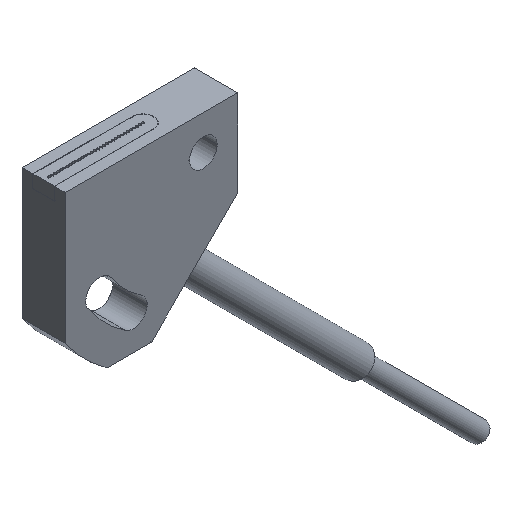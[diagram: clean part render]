
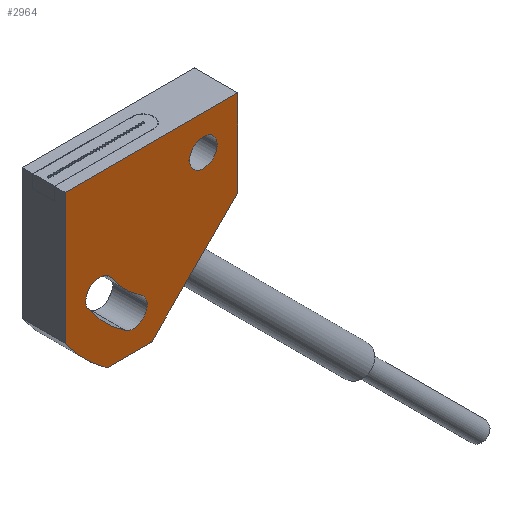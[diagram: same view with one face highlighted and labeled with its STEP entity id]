
A CAD part, isometric view. The second image highlights one B-rep face of the part: STEP entity #2964.
In plain terms, the highlighted planar face has unit normal (0, -1, 0).
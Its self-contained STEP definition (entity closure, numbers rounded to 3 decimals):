
#24 = CARTESIAN_POINT ( 'NONE',  ( 0., 0., -10. ) ) ;
#30 = DIRECTION ( 'NONE',  ( 0., 1., 0. ) ) ;
#71 = EDGE_LOOP ( 'NONE', ( #2128, #1989, #3684, #1017, #2590 ) ) ;
#80 = CARTESIAN_POINT ( 'NONE',  ( -4.691, 0., -1.211 ) ) ;
#102 = VERTEX_POINT ( 'NONE', #1872 ) ;
#106 = CIRCLE ( 'NONE', #2585, 1.6 ) ;
#123 = CARTESIAN_POINT ( 'NONE',  ( 10., 0., 0. ) ) ;
#157 = CIRCLE ( 'NONE', #3006, 19.5 ) ;
#178 = ORIENTED_EDGE ( 'NONE', *, *, #3501, .T. ) ;
#204 = EDGE_CURVE ( 'NONE', #1706, #2817, #528, .T. ) ;
#236 = VERTEX_POINT ( 'NONE', #1957 ) ;
#240 = VERTEX_POINT ( 'NONE', #3430 ) ;
#280 = VECTOR ( 'NONE', #3460, 1000. ) ;
#304 = ORIENTED_EDGE ( 'NONE', *, *, #1155, .T. ) ;
#319 = CIRCLE ( 'NONE', #1618, 1.6 ) ;
#335 = DIRECTION ( 'NONE',  ( -0.572, 0., -0.821 ) ) ;
#453 = DIRECTION ( 'NONE',  ( 0., 0., -1. ) ) ;
#463 = EDGE_CURVE ( 'NONE', #548, #1653, #1988, .T. ) ;
#488 = LINE ( 'NONE', #1672, #280 ) ;
#528 = CIRCLE ( 'NONE', #2705, 16.096 ) ;
#532 = AXIS2_PLACEMENT_3D ( 'NONE', #1648, #1960, #1022 ) ;
#548 = VERTEX_POINT ( 'NONE', #3772 ) ;
#555 = EDGE_CURVE ( 'NONE', #102, #1706, #2394, .T. ) ;
#601 = CARTESIAN_POINT ( 'NONE',  ( -2.106, 0., -6.017 ) ) ;
#615 = DIRECTION ( 'NONE',  ( 0., 1., 0. ) ) ;
#680 = CARTESIAN_POINT ( 'NONE',  ( -3.001, 0., -7.344 ) ) ;
#684 = AXIS2_PLACEMENT_3D ( 'NONE', #601, #3568, #910 ) ;
#701 = VECTOR ( 'NONE', #453, 1000. ) ;
#910 = DIRECTION ( 'NONE',  ( 0.559, 0., 0.829 ) ) ;
#928 = FACE_BOUND ( 'NONE', #71, .T. ) ;
#941 = VERTEX_POINT ( 'NONE', #2926 ) ;
#986 = CARTESIAN_POINT ( 'NONE',  ( 0., 0., 0. ) ) ;
#1001 = DIRECTION ( 'NONE',  ( -0.559, 0., -0.829 ) ) ;
#1007 = VERTEX_POINT ( 'NONE', #1489 ) ;
#1009 = EDGE_CURVE ( 'NONE', #2817, #2211, #106, .T. ) ;
#1017 = ORIENTED_EDGE ( 'NONE', *, *, #3497, .T. ) ;
#1022 = DIRECTION ( 'NONE',  ( -0.559, 0., -0.829 ) ) ;
#1092 = CARTESIAN_POINT ( 'NONE',  ( -10., 0., -5.147 ) ) ;
#1110 = CARTESIAN_POINT ( 'NONE',  ( -2.106, 0., -6.017 ) ) ;
#1144 = VECTOR ( 'NONE', #1350, 1000. ) ;
#1151 = LINE ( 'NONE', #1371, #701 ) ;
#1155 = EDGE_CURVE ( 'NONE', #1007, #2181, #2320, .T. ) ;
#1324 = LINE ( 'NONE', #2808, #1144 ) ;
#1350 = DIRECTION ( 'NONE',  ( 1., 0., 0. ) ) ;
#1371 = CARTESIAN_POINT ( 'NONE',  ( 10., 0., 10. ) ) ;
#1399 = EDGE_CURVE ( 'NONE', #240, #2464, #1151, .T. ) ;
#1403 = VECTOR ( 'NONE', #3418, 1000. ) ;
#1436 = EDGE_CURVE ( 'NONE', #1653, #240, #1324, .T. ) ;
#1475 = CARTESIAN_POINT ( 'NONE',  ( 10., 0., 0. ) ) ;
#1489 = CARTESIAN_POINT ( 'NONE',  ( 4.4, 0., 6. ) ) ;
#1577 = VECTOR ( 'NONE', #2659, 1000. ) ;
#1618 = AXIS2_PLACEMENT_3D ( 'NONE', #2097, #615, #2989 ) ;
#1648 = CARTESIAN_POINT ( 'NONE',  ( 6., 0., 6. ) ) ;
#1653 = VERTEX_POINT ( 'NONE', #2610 ) ;
#1672 = CARTESIAN_POINT ( 'NONE',  ( 0., 0., -10. ) ) ;
#1691 = ORIENTED_EDGE ( 'NONE', *, *, #3301, .F. ) ;
#1706 = VERTEX_POINT ( 'NONE', #680 ) ;
#1770 = EDGE_CURVE ( 'NONE', #236, #548, #157, .T. ) ;
#1872 = CARTESIAN_POINT ( 'NONE',  ( -0.506, 0., -6.017 ) ) ;
#1875 = ORIENTED_EDGE ( 'NONE', *, *, #463, .F. ) ;
#1887 = CIRCLE ( 'NONE', #532, 12.896 ) ;
#1927 = CARTESIAN_POINT ( 'NONE',  ( 6., 0., 6. ) ) ;
#1957 = CARTESIAN_POINT ( 'NONE',  ( -5.147, 0., -10. ) ) ;
#1960 = DIRECTION ( 'NONE',  ( 0., 1., 0. ) ) ;
#1985 = EDGE_LOOP ( 'NONE', ( #304, #178 ) ) ;
#1988 = LINE ( 'NONE', #1092, #1403 ) ;
#1989 = ORIENTED_EDGE ( 'NONE', *, *, #1009, .T. ) ;
#2097 = CARTESIAN_POINT ( 'NONE',  ( 6., 0., 6. ) ) ;
#2123 = ORIENTED_EDGE ( 'NONE', *, *, #2673, .F. ) ;
#2128 = ORIENTED_EDGE ( 'NONE', *, *, #204, .T. ) ;
#2179 = CIRCLE ( 'NONE', #684, 1.6 ) ;
#2181 = VERTEX_POINT ( 'NONE', #2411 ) ;
#2184 = ORIENTED_EDGE ( 'NONE', *, *, #1399, .F. ) ;
#2205 = AXIS2_PLACEMENT_3D ( 'NONE', #1110, #2904, #2294 ) ;
#2211 = VERTEX_POINT ( 'NONE', #80 ) ;
#2289 = ORIENTED_EDGE ( 'NONE', *, *, #1436, .F. ) ;
#2294 = DIRECTION ( 'NONE',  ( 0.559, 0., 0.829 ) ) ;
#2320 = CIRCLE ( 'NONE', #3632, 1.6 ) ;
#2333 = CARTESIAN_POINT ( 'NONE',  ( -7.344, 0., -3.001 ) ) ;
#2357 = DIRECTION ( 'NONE',  ( -0.829, 0., -0.559 ) ) ;
#2394 = CIRCLE ( 'NONE', #2205, 1.6 ) ;
#2411 = CARTESIAN_POINT ( 'NONE',  ( 7.6, 0., 6. ) ) ;
#2464 = VERTEX_POINT ( 'NONE', #123 ) ;
#2486 = DIRECTION ( 'NONE',  ( -1., 0., 0. ) ) ;
#2574 = AXIS2_PLACEMENT_3D ( 'NONE', #986, #3663, #3366 ) ;
#2585 = AXIS2_PLACEMENT_3D ( 'NONE', #3281, #2687, #2357 ) ;
#2590 = ORIENTED_EDGE ( 'NONE', *, *, #555, .T. ) ;
#2610 = CARTESIAN_POINT ( 'NONE',  ( -10., 0., 10. ) ) ;
#2659 = DIRECTION ( 'NONE',  ( -0.707, 0., -0.707 ) ) ;
#2673 = EDGE_CURVE ( 'NONE', #3473, #236, #488, .T. ) ;
#2686 = CARTESIAN_POINT ( 'NONE',  ( 6., 0., 6. ) ) ;
#2687 = DIRECTION ( 'NONE',  ( 0., 1., 0. ) ) ;
#2705 = AXIS2_PLACEMENT_3D ( 'NONE', #3116, #3328, #1001 ) ;
#2753 = FACE_OUTER_BOUND ( 'NONE', #3119, .T. ) ;
#2770 = DIRECTION ( 'NONE',  ( 0., 1., 0. ) ) ;
#2808 = CARTESIAN_POINT ( 'NONE',  ( -10., 0., 10. ) ) ;
#2817 = VERTEX_POINT ( 'NONE', #2333 ) ;
#2899 = ORIENTED_EDGE ( 'NONE', *, *, #1770, .F. ) ;
#2904 = DIRECTION ( 'NONE',  ( 0., 1., 0. ) ) ;
#2926 = CARTESIAN_POINT ( 'NONE',  ( -1.211, 0., -4.691 ) ) ;
#2950 = LINE ( 'NONE', #1475, #1577 ) ;
#2964 = ADVANCED_FACE ( 'NONE', ( #3044, #928, #2753 ), #3647, .F. ) ;
#2989 = DIRECTION ( 'NONE',  ( 1., 0., 0. ) ) ;
#3006 = AXIS2_PLACEMENT_3D ( 'NONE', #2686, #30, #335 ) ;
#3032 = EDGE_CURVE ( 'NONE', #941, #2211, #1887, .T. ) ;
#3044 = FACE_BOUND ( 'NONE', #1985, .T. ) ;
#3116 = CARTESIAN_POINT ( 'NONE',  ( 6., 0., 6. ) ) ;
#3119 = EDGE_LOOP ( 'NONE', ( #2123, #1691, #2184, #2289, #1875, #2899 ) ) ;
#3281 = CARTESIAN_POINT ( 'NONE',  ( -6.017, 0., -2.106 ) ) ;
#3301 = EDGE_CURVE ( 'NONE', #2464, #3473, #2950, .T. ) ;
#3328 = DIRECTION ( 'NONE',  ( 0., 1., 0. ) ) ;
#3366 = DIRECTION ( 'NONE',  ( 1., 0., 0. ) ) ;
#3418 = DIRECTION ( 'NONE',  ( 0., 0., 1. ) ) ;
#3430 = CARTESIAN_POINT ( 'NONE',  ( 10., 0., 10. ) ) ;
#3460 = DIRECTION ( 'NONE',  ( -1., 0., 0. ) ) ;
#3473 = VERTEX_POINT ( 'NONE', #24 ) ;
#3497 = EDGE_CURVE ( 'NONE', #941, #102, #2179, .T. ) ;
#3501 = EDGE_CURVE ( 'NONE', #2181, #1007, #319, .T. ) ;
#3568 = DIRECTION ( 'NONE',  ( 0., 1., 0. ) ) ;
#3632 = AXIS2_PLACEMENT_3D ( 'NONE', #1927, #2770, #2486 ) ;
#3647 = PLANE ( 'NONE',  #2574 ) ;
#3663 = DIRECTION ( 'NONE',  ( 0., 1., 0. ) ) ;
#3684 = ORIENTED_EDGE ( 'NONE', *, *, #3032, .F. ) ;
#3772 = CARTESIAN_POINT ( 'NONE',  ( -10., 0., -5.147 ) ) ;
